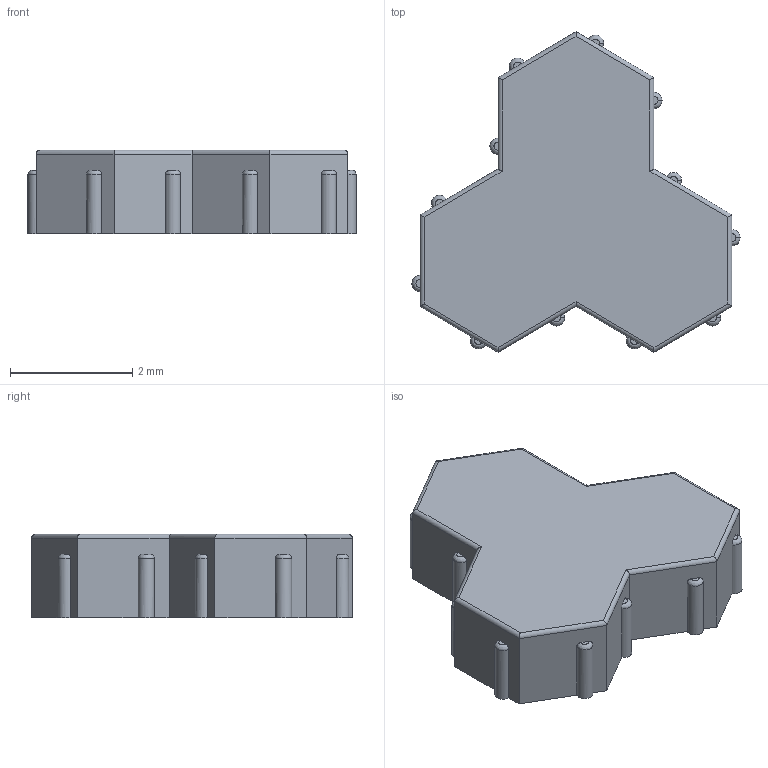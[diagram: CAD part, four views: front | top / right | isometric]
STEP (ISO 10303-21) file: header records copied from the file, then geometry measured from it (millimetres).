
FILE_DESCRIPTION(/* description */ (''),/* implementation_level */ '2;1');
FILE_NAME(/* name */ 'trihex paver',/* time_stamp */ '2025-06-27T15:29:30-04:00',/* author */ (''),/* organization */ (''),/* preprocessor_version */ 'ST-DEVELOPER v19.2',/* originating_system */ 'Rhino 8.20',/* authorisation */ '');
FILE_SCHEMA (('CONFIG_CONTROL_DESIGN'));
Length unit declared in the file: inch
Products named in the file (1): Document
Bounding box: 5.37 x 5.24 x 1.37 mm (x, y, z)
Volume: 23.9 mm3; surface area: 60.8 mm2
Topology: 1 solids, 1 shells, 74 faces, 198 edges, 126 vertices
Faces by surface type: cylinder 30, plane 26, bspline 18
Entity records: 2794 total; most frequent: CARTESIAN_POINT 1322, ORIENTED_EDGE 396, EDGE_CURVE 198, DIRECTION 132, VERTEX_POINT 126, AXIS2_PLACEMENT_3D 94, B_SPLINE_CURVE_WITH_KNOTS 88, ADVANCED_FACE 74
